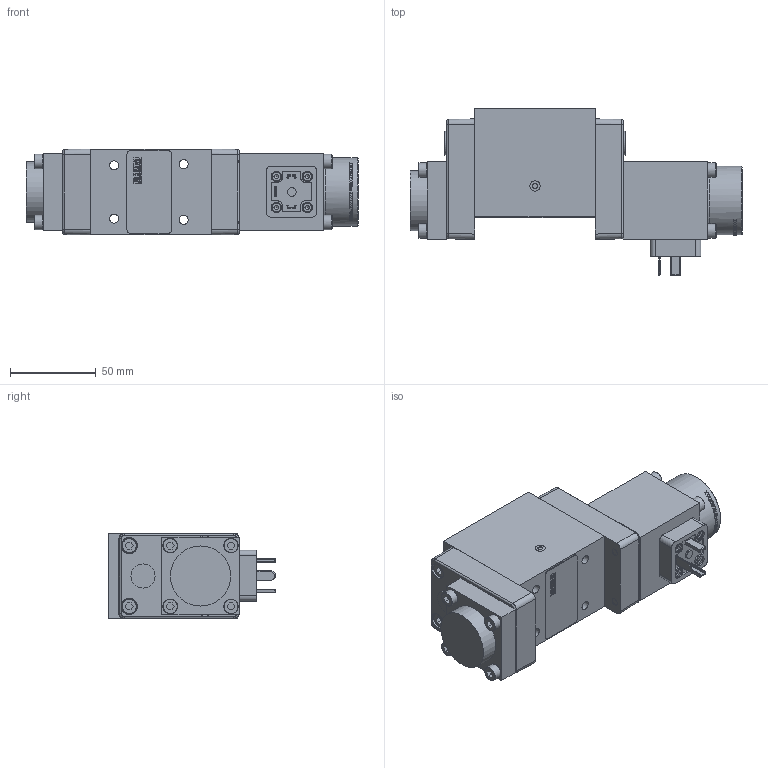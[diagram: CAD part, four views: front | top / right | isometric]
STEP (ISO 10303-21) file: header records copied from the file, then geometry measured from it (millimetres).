
FILE_DESCRIPTION (( 'STEP AP214' ), '1' );
FILE_NAME ('WV700-6-4_2-C.STEP', '2022-12-09T12:52:37', ( '' ), ( '' ), 'SwSTEP 2.0', 'SolidWorks 2020', '' );
FILE_SCHEMA (( 'AUTOMOTIVE_DESIGN' ));
Length unit declared in the file: millimetre
Products named in the file (1): WV700-6-4_2-C
Bounding box: 193.2 x 97 x 50 mm (x, y, z)
Volume: 491600.2 mm3; surface area: 63793.8 mm2
Topology: 1 solids, 18 shells, 1336 faces, 3341 edges, 2157 vertices
Faces by surface type: plane 725, bspline 325, cylinder 235, cone 51
Full cylindrical faces by diameter (mm): 2.8 x1, 4 x1, 4.019 x4, 4.2 x16, 4.95 x1, 5 x2, 5.3 x4, 5.5 x4, 5.9 x1, 6 x5, 6.05 x2, 6.06 x1, 8 x2, 8.5 x12, 9.071 x1, 9.218 x1, 9.226 x1, 9.288 x1, 9.886 x1, 9.89 x1, 10 x2, 10.008 x2, 10.014 x1, 10.128 x1, 12.35 x4, 14 x4, 35 x1, 40 x1, 40.333 x1
Entity records: 54289 total; most frequent: CARTESIAN_POINT 25119, ORIENTED_EDGE 6204, DIRECTION 5045, EDGE_CURVE 3102, VERTEX_POINT 2081, VECTOR 1783, LINE 1783, EDGE_LOOP 1633
